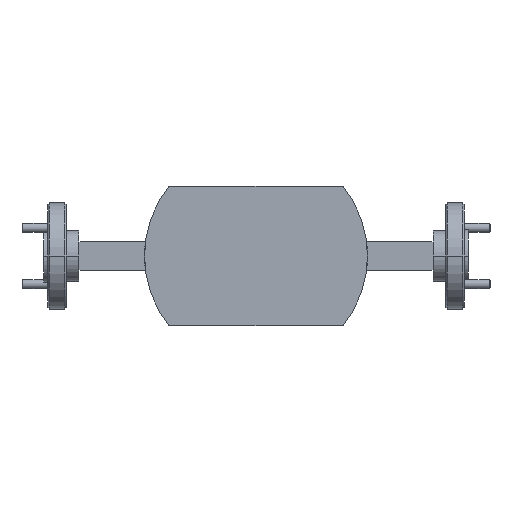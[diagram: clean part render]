
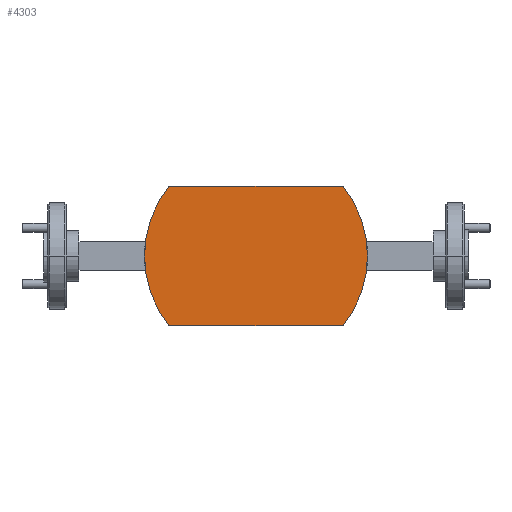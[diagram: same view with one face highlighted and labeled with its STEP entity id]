
A CAD part, front view. The second image highlights one B-rep face of the part: STEP entity #4303.
In plain terms, the highlighted planar face has unit normal (0, -1, 0).
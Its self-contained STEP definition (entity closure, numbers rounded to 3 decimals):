
#45 = EDGE_CURVE ( 'NONE', #3991, #1919, #2898, .T. ) ;
#368 = ORIENTED_EDGE ( 'NONE', *, *, #3615, .T. ) ;
#1023 = EDGE_CURVE ( 'NONE', #1919, #3583, #2890, .T. ) ;
#1233 = CIRCLE ( 'NONE', #4310, 20.003 ) ;
#1255 = CARTESIAN_POINT ( 'NONE',  ( 38.1, -5.601, 0. ) ) ;
#1382 = DIRECTION ( 'NONE',  ( 1., 0., 0. ) ) ;
#1695 = ORIENTED_EDGE ( 'NONE', *, *, #45, .T. ) ;
#1704 = CARTESIAN_POINT ( 'NONE',  ( 58.102, -5.601, 0. ) ) ;
#1731 = CARTESIAN_POINT ( 'NONE',  ( 22.482, -5.601, 12.497 ) ) ;
#1771 = CARTESIAN_POINT ( 'NONE',  ( 38.1, -5.601, 0. ) ) ;
#1919 = VERTEX_POINT ( 'NONE', #3352 ) ;
#2101 = VECTOR ( 'NONE', #3376, 1000. ) ;
#2530 = CARTESIAN_POINT ( 'NONE',  ( 38.1, -5.601, 0. ) ) ;
#2608 = VERTEX_POINT ( 'NONE', #5054 ) ;
#2766 = DIRECTION ( 'NONE',  ( 0., -1., 0. ) ) ;
#2767 = AXIS2_PLACEMENT_3D ( 'NONE', #3147, #2766, #3971 ) ;
#2879 = DIRECTION ( 'NONE',  ( 1., 0., 0. ) ) ;
#2890 = LINE ( 'NONE', #3947, #4763 ) ;
#2898 = CIRCLE ( 'NONE', #4221, 20.002 ) ;
#2902 = ORIENTED_EDGE ( 'NONE', *, *, #3004, .T. ) ;
#3004 = EDGE_CURVE ( 'NONE', #2608, #3991, #4990, .T. ) ;
#3096 = LINE ( 'NONE', #4117, #2101 ) ;
#3147 = CARTESIAN_POINT ( 'NONE',  ( 38.1, -5.601, 0. ) ) ;
#3277 = VERTEX_POINT ( 'NONE', #3524 ) ;
#3352 = CARTESIAN_POINT ( 'NONE',  ( 53.718, -5.601, 12.497 ) ) ;
#3376 = DIRECTION ( 'NONE',  ( 1., 0., 0. ) ) ;
#3524 = CARTESIAN_POINT ( 'NONE',  ( 22.482, -5.601, -12.497 ) ) ;
#3547 = EDGE_CURVE ( 'NONE', #3583, #3277, #1233, .T. ) ;
#3583 = VERTEX_POINT ( 'NONE', #1731 ) ;
#3615 = EDGE_CURVE ( 'NONE', #3277, #2608, #3096, .T. ) ;
#3945 = ORIENTED_EDGE ( 'NONE', *, *, #1023, .T. ) ;
#3947 = CARTESIAN_POINT ( 'NONE',  ( 22.482, -5.601, 12.497 ) ) ;
#3971 = DIRECTION ( 'NONE',  ( 1., 0., 0. ) ) ;
#3991 = VERTEX_POINT ( 'NONE', #1704 ) ;
#4034 = FACE_OUTER_BOUND ( 'NONE', #5190, .T. ) ;
#4048 = DIRECTION ( 'NONE',  ( 0., -1., 0. ) ) ;
#4117 = CARTESIAN_POINT ( 'NONE',  ( 22.482, -5.601, -12.497 ) ) ;
#4221 = AXIS2_PLACEMENT_3D ( 'NONE', #1255, #4048, #2879 ) ;
#4303 = ADVANCED_FACE ( 'NONE', ( #4034 ), #5153, .T. ) ;
#4310 = AXIS2_PLACEMENT_3D ( 'NONE', #2530, #4960, #1382 ) ;
#4448 = ORIENTED_EDGE ( 'NONE', *, *, #3547, .T. ) ;
#4556 = DIRECTION ( 'NONE',  ( 0., -1., 0. ) ) ;
#4640 = AXIS2_PLACEMENT_3D ( 'NONE', #1771, #4556, #4966 ) ;
#4763 = VECTOR ( 'NONE', #5070, 1000. ) ;
#4960 = DIRECTION ( 'NONE',  ( 0., -1., 0. ) ) ;
#4966 = DIRECTION ( 'NONE',  ( 1., 0., 0. ) ) ;
#4990 = CIRCLE ( 'NONE', #4640, 20.002 ) ;
#5054 = CARTESIAN_POINT ( 'NONE',  ( 53.718, -5.601, -12.497 ) ) ;
#5070 = DIRECTION ( 'NONE',  ( -1., 0., 0. ) ) ;
#5153 = PLANE ( 'NONE',  #2767 ) ;
#5190 = EDGE_LOOP ( 'NONE', ( #2902, #1695, #3945, #4448, #368 ) ) ;
